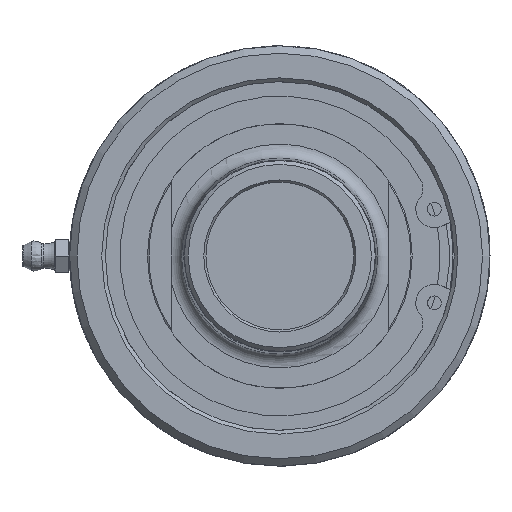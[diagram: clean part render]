
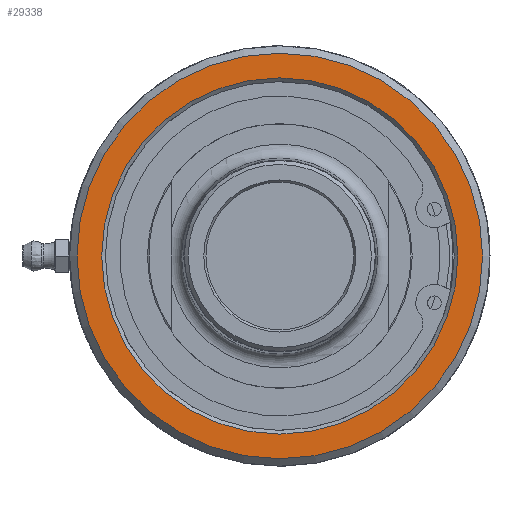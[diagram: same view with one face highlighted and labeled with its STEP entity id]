
A CAD part, left-side view. The second image highlights one B-rep face of the part: STEP entity #29338.
In plain terms, the highlighted planar face has unit normal (-1, 0, 0).
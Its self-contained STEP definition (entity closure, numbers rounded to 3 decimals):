
#249=FACE_BOUND('',#6563,.T.);
#3214=PLANE('',#31049);
#4766=FACE_OUTER_BOUND('',#6562,.T.);
#6562=EDGE_LOOP('',(#26663));
#6563=EDGE_LOOP('',(#26664));
#7510=CIRCLE('',#31048,38.34);
#7511=CIRCLE('',#31050,43.65);
#13995=VERTEX_POINT('',#66754);
#13996=VERTEX_POINT('',#66758);
#18256=EDGE_CURVE('',#13995,#13995,#7510,.T.);
#18257=EDGE_CURVE('',#13996,#13996,#7511,.T.);
#26663=ORIENTED_EDGE('',*,*,#18257,.F.);
#26664=ORIENTED_EDGE('',*,*,#18256,.F.);
#29338=ADVANCED_FACE('',(#4766,#249),#3214,.F.);
#31048=AXIS2_PLACEMENT_3D('',#66756,#36131,#36132);
#31049=AXIS2_PLACEMENT_3D('',#66757,#36133,#36134);
#31050=AXIS2_PLACEMENT_3D('',#66759,#36135,#36136);
#36131=DIRECTION('center_axis',(-1.,0.,0.));
#36132=DIRECTION('ref_axis',(0.,-1.,0.));
#36133=DIRECTION('center_axis',(1.,0.,0.));
#36134=DIRECTION('ref_axis',(0.,0.,-1.));
#36135=DIRECTION('center_axis',(1.,0.,0.));
#36136=DIRECTION('ref_axis',(0.,1.,0.));
#66754=CARTESIAN_POINT('',(-6.8,38.34,0.));
#66756=CARTESIAN_POINT('Origin',(-6.8,0.,0.));
#66757=CARTESIAN_POINT('Origin',(-6.8,47.988,0.));
#66758=CARTESIAN_POINT('',(-6.8,-43.65,0.));
#66759=CARTESIAN_POINT('Origin',(-6.8,0.,0.));
